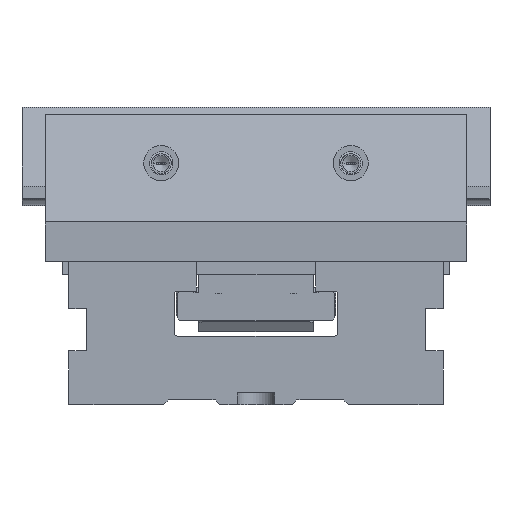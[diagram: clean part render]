
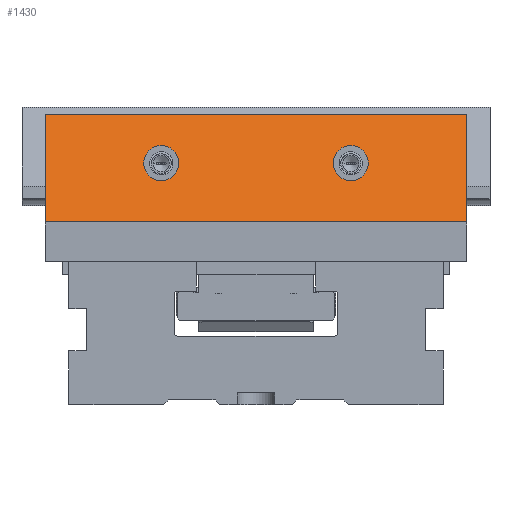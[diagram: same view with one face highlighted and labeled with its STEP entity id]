
A CAD part, left-side view. The second image highlights one B-rep face of the part: STEP entity #1430.
In plain terms, the highlighted planar face has unit normal (-0.924, 0, 0.383).
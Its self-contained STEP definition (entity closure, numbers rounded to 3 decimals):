
#541=ELLIPSE('',#9101,8.118,7.5);
#542=ELLIPSE('',#9116,8.118,7.5);
#752=FACE_BOUND('',#2611,.T.);
#753=FACE_BOUND('',#2612,.T.);
#754=FACE_BOUND('',#2613,.T.);
#1430=ADVANCED_FACE('',(#752,#753,#754),#1858,.F.);
#1858=PLANE('',#9118);
#2611=EDGE_LOOP('',(#3705,#3706,#3707,#3708));
#2612=EDGE_LOOP('',(#3709));
#2613=EDGE_LOOP('',(#3710));
#3705=ORIENTED_EDGE('',*,*,#6483,.T.);
#3706=ORIENTED_EDGE('',*,*,#6467,.T.);
#3707=ORIENTED_EDGE('',*,*,#6500,.T.);
#3708=ORIENTED_EDGE('',*,*,#6487,.T.);
#3709=ORIENTED_EDGE('',*,*,#6533,.F.);
#3710=ORIENTED_EDGE('',*,*,#6527,.F.);
#5575=VERTEX_POINT('',#12673);
#5576=VERTEX_POINT('',#12674);
#5589=VERTEX_POINT('',#12705);
#5592=VERTEX_POINT('',#12713);
#5619=VERTEX_POINT('',#12800);
#5626=VERTEX_POINT('',#12822);
#6467=EDGE_CURVE('',#5575,#5576,#7534,.T.);
#6483=EDGE_CURVE('',#5589,#5575,#7548,.T.);
#6487=EDGE_CURVE('',#5592,#5589,#7551,.T.);
#6500=EDGE_CURVE('',#5576,#5592,#7562,.T.);
#6527=EDGE_CURVE('',#5619,#5619,#541,.T.);
#6533=EDGE_CURVE('',#5626,#5626,#542,.T.);
#7534=LINE('',#12672,#8290);
#7548=LINE('',#12704,#8304);
#7551=LINE('',#12712,#8307);
#7562=LINE('',#12737,#8318);
#8290=VECTOR('',#10264,1.);
#8304=VECTOR('',#10286,1.);
#8307=VECTOR('',#10293,1.);
#8318=VECTOR('',#10312,1.);
#9101=AXIS2_PLACEMENT_3D('',#12799,#10386,#10387);
#9116=AXIS2_PLACEMENT_3D('',#12821,#10416,#10417);
#9118=AXIS2_PLACEMENT_3D('',#12824,#10420,#10421);
#10264=DIRECTION('',(0.,1.,0.));
#10286=DIRECTION('',(0.383,0.,0.924));
#10293=DIRECTION('',(0.,-1.,0.));
#10312=DIRECTION('',(-0.383,0.,-0.924));
#10386=DIRECTION('',(-0.924,0.,0.383));
#10387=DIRECTION('',(0.383,0.,0.924));
#10416=DIRECTION('',(-0.924,0.,0.383));
#10417=DIRECTION('',(0.383,0.,0.924));
#10420=DIRECTION('',(0.924,0.,-0.383));
#10421=DIRECTION('',(-0.383,0.,-0.924));
#12672=CARTESIAN_POINT('',(19.042,80.,90.));
#12673=CARTESIAN_POINT('',(19.042,-10.,90.));
#12674=CARTESIAN_POINT('',(19.042,170.,90.));
#12704=CARTESIAN_POINT('',(0.589,-10.,45.453));
#12705=CARTESIAN_POINT('',(0.,-10.,44.03));
#12712=CARTESIAN_POINT('',(0.,80.,44.03));
#12713=CARTESIAN_POINT('',(0.,170.,44.03));
#12737=CARTESIAN_POINT('',(0.589,170.,45.453));
#12799=CARTESIAN_POINT('',(10.405,120.5,69.15));
#12800=CARTESIAN_POINT('',(13.512,120.5,76.65));
#12821=CARTESIAN_POINT('',(10.405,39.5,69.15));
#12822=CARTESIAN_POINT('',(13.512,39.5,76.65));
#12824=CARTESIAN_POINT('',(21.926,80.,96.963));
